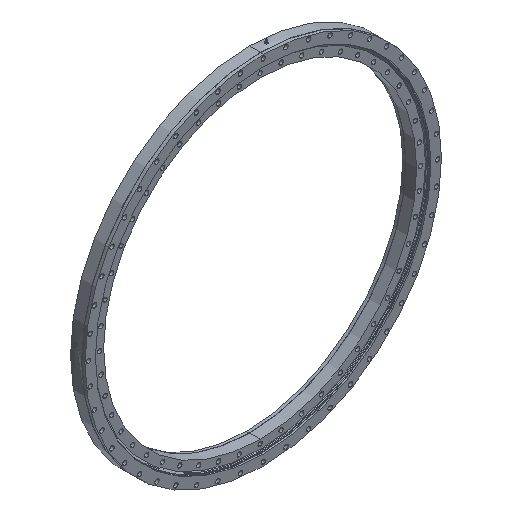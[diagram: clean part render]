
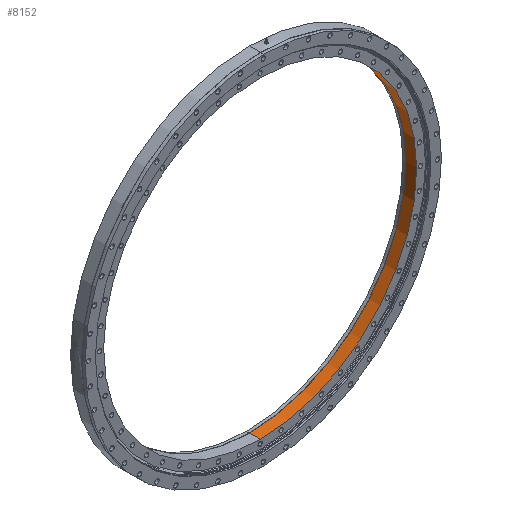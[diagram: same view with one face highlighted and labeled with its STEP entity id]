
A CAD part, isometric view. The second image highlights one B-rep face of the part: STEP entity #8152.
In plain terms, the highlighted cylindrical face has radius 511 mm (diameter 1022 mm), a partial arc.
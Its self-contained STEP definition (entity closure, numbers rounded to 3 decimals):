
#165 = EDGE_CURVE ( 'NONE', #8246, #7328, #7963, .T. ) ;
#318 = CARTESIAN_POINT ( 'NONE',  ( 0., 18., 511. ) ) ;
#482 = CARTESIAN_POINT ( 'NONE',  ( 0., 31.029, 511. ) ) ;
#1401 = CARTESIAN_POINT ( 'NONE',  ( 0., 18., 0. ) ) ;
#2609 = ORIENTED_EDGE ( 'NONE', *, *, #11447, .F. ) ;
#2636 = ORIENTED_EDGE ( 'NONE', *, *, #165, .T. ) ;
#2709 = ORIENTED_EDGE ( 'NONE', *, *, #6211, .F. ) ;
#2723 = ORIENTED_EDGE ( 'NONE', *, *, #3914, .F. ) ;
#2972 = VECTOR ( 'NONE', #10235, 1000. ) ;
#2982 = LINE ( 'NONE', #9820, #2972 ) ;
#3914 = EDGE_CURVE ( 'NONE', #4095, #10735, #2982, .T. ) ;
#4071 = AXIS2_PLACEMENT_3D ( 'NONE', #1401, #8876, #9745 ) ;
#4095 = VERTEX_POINT ( 'NONE', #6239 ) ;
#5130 = CYLINDRICAL_SURFACE ( 'NONE', #11520, 511. ) ;
#5431 = CIRCLE ( 'NONE', #4071, 511. ) ;
#5922 = CIRCLE ( 'NONE', #11774, 511. ) ;
#6146 = FACE_OUTER_BOUND ( 'NONE', #11298, .T. ) ;
#6211 = EDGE_CURVE ( 'NONE', #8246, #4095, #5922, .T. ) ;
#6239 = CARTESIAN_POINT ( 'NONE',  ( 0., -18., -511. ) ) ;
#6263 = CARTESIAN_POINT ( 'NONE',  ( 0., -18., 511. ) ) ;
#6747 = DIRECTION ( 'NONE',  ( 0., 0., 1. ) ) ;
#6892 = CARTESIAN_POINT ( 'NONE',  ( 0., 18., -511. ) ) ;
#6975 = CARTESIAN_POINT ( 'NONE',  ( 0., -18., 0. ) ) ;
#7307 = CARTESIAN_POINT ( 'NONE',  ( 0., 31.029, 0. ) ) ;
#7325 = DIRECTION ( 'NONE',  ( 0., 1., 0. ) ) ;
#7328 = VERTEX_POINT ( 'NONE', #318 ) ;
#7441 = DIRECTION ( 'NONE',  ( 0., 0., 1. ) ) ;
#7734 = DIRECTION ( 'NONE',  ( 0., 1., 0. ) ) ;
#7877 = DIRECTION ( 'NONE',  ( 0., 1., 0. ) ) ;
#7963 = LINE ( 'NONE', #482, #8108 ) ;
#8108 = VECTOR ( 'NONE', #7734, 1000. ) ;
#8152 = ADVANCED_FACE ( 'NONE', ( #6146 ), #5130, .F. ) ;
#8246 = VERTEX_POINT ( 'NONE', #6263 ) ;
#8876 = DIRECTION ( 'NONE',  ( 0., -1., 0. ) ) ;
#9745 = DIRECTION ( 'NONE',  ( 0., 0., 1. ) ) ;
#9820 = CARTESIAN_POINT ( 'NONE',  ( 0., 31.029, -511. ) ) ;
#10235 = DIRECTION ( 'NONE',  ( 0., 1., 0. ) ) ;
#10735 = VERTEX_POINT ( 'NONE', #6892 ) ;
#11298 = EDGE_LOOP ( 'NONE', ( #2723, #2709, #2636, #2609 ) ) ;
#11447 = EDGE_CURVE ( 'NONE', #10735, #7328, #5431, .T. ) ;
#11520 = AXIS2_PLACEMENT_3D ( 'NONE', #7307, #7325, #7441 ) ;
#11774 = AXIS2_PLACEMENT_3D ( 'NONE', #6975, #7877, #6747 ) ;
